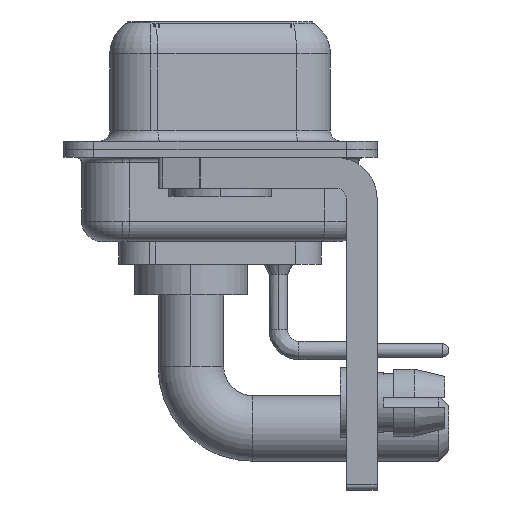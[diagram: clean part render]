
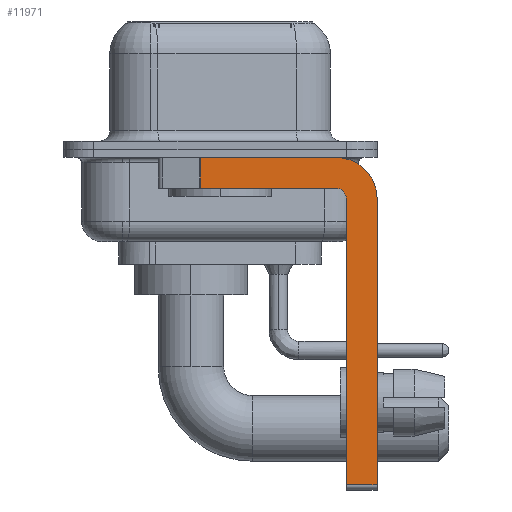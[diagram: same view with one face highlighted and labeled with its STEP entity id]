
A CAD part, left-side view. The second image highlights one B-rep face of the part: STEP entity #11971.
In plain terms, the highlighted planar face has unit normal (-1, 0, 0).
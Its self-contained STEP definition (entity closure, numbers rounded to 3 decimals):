
#186 = LINE ( 'NONE', #14760, #2257 ) ;
#217 = DIRECTION ( 'NONE',  ( 0., 0., -1. ) ) ;
#1197 = DIRECTION ( 'NONE',  ( 0., 1., 0. ) ) ;
#1468 = EDGE_CURVE ( 'NONE', #18312, #8317, #6729, .T. ) ;
#1656 = DIRECTION ( 'NONE',  ( 1., 0., 0. ) ) ;
#1703 = LINE ( 'NONE', #19973, #13534 ) ;
#2257 = VECTOR ( 'NONE', #20245, 1000. ) ;
#2650 = EDGE_CURVE ( 'NONE', #15104, #23198, #186, .T. ) ;
#2744 = AXIS2_PLACEMENT_3D ( 'NONE', #9488, #18419, #16759 ) ;
#3387 = VECTOR ( 'NONE', #20593, 1000. ) ;
#3522 = CARTESIAN_POINT ( 'NONE',  ( -2.9, -6.15, -16.6 ) ) ;
#3816 = EDGE_CURVE ( 'NONE', #6400, #23198, #5353, .T. ) ;
#3983 = VERTEX_POINT ( 'NONE', #18592 ) ;
#4516 = EDGE_CURVE ( 'NONE', #18312, #16926, #8182, .T. ) ;
#4857 = CIRCLE ( 'NONE', #11740, 2. ) ;
#5353 = LINE ( 'NONE', #17557, #7140 ) ;
#5763 = EDGE_LOOP ( 'NONE', ( #15959, #9261, #14781, #18310, #11279, #21789, #15424, #21478 ) ) ;
#6400 = VERTEX_POINT ( 'NONE', #7814 ) ;
#6715 = CARTESIAN_POINT ( 'NONE',  ( -2.9, -6.15, -2.4 ) ) ;
#6729 = LINE ( 'NONE', #3522, #18389 ) ;
#7140 = VECTOR ( 'NONE', #1197, 1000. ) ;
#7378 = CARTESIAN_POINT ( 'NONE',  ( -2.9, 0.978, -1.9 ) ) ;
#7694 = FACE_OUTER_BOUND ( 'NONE', #5763, .T. ) ;
#7814 = CARTESIAN_POINT ( 'NONE',  ( -2.9, -5.65, -1.9 ) ) ;
#7842 = DIRECTION ( 'NONE',  ( 0., -1., 0. ) ) ;
#8182 = LINE ( 'NONE', #22622, #3387 ) ;
#8317 = VERTEX_POINT ( 'NONE', #6715 ) ;
#9098 = CARTESIAN_POINT ( 'NONE',  ( -2.9, -7.65, -16.35 ) ) ;
#9261 = ORIENTED_EDGE ( 'NONE', *, *, #2650, .T. ) ;
#9488 = CARTESIAN_POINT ( 'NONE',  ( -2.9, -5.65, -2.4 ) ) ;
#9637 = CARTESIAN_POINT ( 'NONE',  ( -2.9, 3., -0.4 ) ) ;
#9725 = PLANE ( 'NONE',  #2744 ) ;
#11279 = ORIENTED_EDGE ( 'NONE', *, *, #1468, .F. ) ;
#11740 = AXIS2_PLACEMENT_3D ( 'NONE', #12545, #1656, #217 ) ;
#11861 = CARTESIAN_POINT ( 'NONE',  ( -2.9, -6.15, -16.35 ) ) ;
#11971 = ADVANCED_FACE ( 'NONE', ( #7694 ), #9725, .F. ) ;
#12334 = DIRECTION ( 'NONE',  ( 0., 0., 1. ) ) ;
#12545 = CARTESIAN_POINT ( 'NONE',  ( -2.9, -5.65, -2.4 ) ) ;
#13534 = VECTOR ( 'NONE', #23436, 1000. ) ;
#13991 = CIRCLE ( 'NONE', #18558, 0.5 ) ;
#14107 = CARTESIAN_POINT ( 'NONE',  ( -2.9, -5.65, -2.4 ) ) ;
#14123 = CARTESIAN_POINT ( 'NONE',  ( -2.9, 0.978, -0.4 ) ) ;
#14760 = CARTESIAN_POINT ( 'NONE',  ( -2.9, 0.978, -1.9 ) ) ;
#14781 = ORIENTED_EDGE ( 'NONE', *, *, #3816, .F. ) ;
#15104 = VERTEX_POINT ( 'NONE', #14123 ) ;
#15424 = ORIENTED_EDGE ( 'NONE', *, *, #16234, .F. ) ;
#15788 = DIRECTION ( 'NONE',  ( -1., 0., 0. ) ) ;
#15959 = ORIENTED_EDGE ( 'NONE', *, *, #17389, .F. ) ;
#16234 = EDGE_CURVE ( 'NONE', #3983, #16926, #1703, .T. ) ;
#16381 = CARTESIAN_POINT ( 'NONE',  ( -2.9, -5.65, -0.4 ) ) ;
#16759 = DIRECTION ( 'NONE',  ( 0., 0., -1. ) ) ;
#16926 = VERTEX_POINT ( 'NONE', #9098 ) ;
#17389 = EDGE_CURVE ( 'NONE', #15104, #21563, #23468, .T. ) ;
#17557 = CARTESIAN_POINT ( 'NONE',  ( -2.9, -5.65, -1.9 ) ) ;
#18310 = ORIENTED_EDGE ( 'NONE', *, *, #19982, .F. ) ;
#18312 = VERTEX_POINT ( 'NONE', #11861 ) ;
#18389 = VECTOR ( 'NONE', #19726, 1000. ) ;
#18419 = DIRECTION ( 'NONE',  ( 1., 0., 0. ) ) ;
#18558 = AXIS2_PLACEMENT_3D ( 'NONE', #14107, #15788, #12334 ) ;
#18592 = CARTESIAN_POINT ( 'NONE',  ( -2.9, -7.65, -2.4 ) ) ;
#19726 = DIRECTION ( 'NONE',  ( 0., 0., 1. ) ) ;
#19973 = CARTESIAN_POINT ( 'NONE',  ( -2.9, -7.65, -2.4 ) ) ;
#19982 = EDGE_CURVE ( 'NONE', #8317, #6400, #13991, .T. ) ;
#20245 = DIRECTION ( 'NONE',  ( 0., 0., -1. ) ) ;
#20557 = EDGE_CURVE ( 'NONE', #21563, #3983, #4857, .T. ) ;
#20593 = DIRECTION ( 'NONE',  ( 0., -1., 0. ) ) ;
#20723 = VECTOR ( 'NONE', #7842, 1000. ) ;
#21478 = ORIENTED_EDGE ( 'NONE', *, *, #20557, .F. ) ;
#21563 = VERTEX_POINT ( 'NONE', #16381 ) ;
#21789 = ORIENTED_EDGE ( 'NONE', *, *, #4516, .T. ) ;
#22622 = CARTESIAN_POINT ( 'NONE',  ( -2.9, -5.65, -16.35 ) ) ;
#23198 = VERTEX_POINT ( 'NONE', #7378 ) ;
#23436 = DIRECTION ( 'NONE',  ( 0., 0., -1. ) ) ;
#23468 = LINE ( 'NONE', #9637, #20723 ) ;
